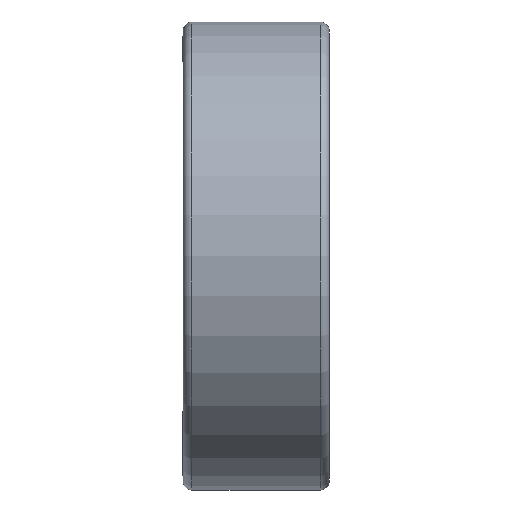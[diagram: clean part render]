
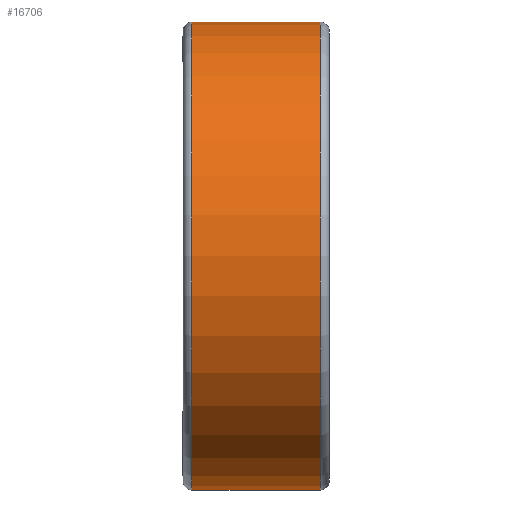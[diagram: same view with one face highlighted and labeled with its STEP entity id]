
A CAD part, top view. The second image highlights one B-rep face of the part: STEP entity #16706.
In plain terms, the highlighted cylindrical face has radius 8 mm (diameter 16 mm), a partial arc.
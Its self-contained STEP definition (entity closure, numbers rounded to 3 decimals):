
#7501=DIRECTION('',(-1.,0.,0.));
#7502=VECTOR('',#7501,4.4);
#7503=CARTESIAN_POINT('',(2.2,8.,0.));
#7504=LINE('',#7503,#7502);
#7508=DIRECTION('',(-1.,0.,0.));
#7509=VECTOR('',#7508,4.4);
#7510=CARTESIAN_POINT('',(2.2,-8.,0.));
#7511=LINE('',#7510,#7509);
#7523=CARTESIAN_POINT('',(2.2,0.,0.));
#7524=DIRECTION('',(1.,0.,0.));
#7525=DIRECTION('',(0.,1.,0.));
#7526=AXIS2_PLACEMENT_3D('',#7523,#7524,#7525);
#7531=CARTESIAN_POINT('',(-2.2,0.,0.));
#7532=DIRECTION('',(1.,0.,0.));
#7533=DIRECTION('',(0.,1.,0.));
#7534=AXIS2_PLACEMENT_3D('',#7531,#7532,#7533);
#13936=CARTESIAN_POINT('',(2.2,8.,0.));
#13937=CARTESIAN_POINT('',(-2.2,8.,0.));
#13938=VERTEX_POINT('',#13936);
#13939=VERTEX_POINT('',#13937);
#13948=CARTESIAN_POINT('',(2.2,-8.,0.));
#13949=CARTESIAN_POINT('',(-2.2,-8.,0.));
#13950=VERTEX_POINT('',#13948);
#13951=VERTEX_POINT('',#13949);
#16694=CARTESIAN_POINT('',(-2.75,0.,0.));
#16695=DIRECTION('',(1.,0.,0.));
#16696=DIRECTION('',(0.,-1.,0.));
#16697=AXIS2_PLACEMENT_3D('',#16694,#16695,#16696);
#16698=CYLINDRICAL_SURFACE('',#16697,8.);
#16699=ORIENTED_EDGE('',*,*,#16684,.F.);
#16700=ORIENTED_EDGE('',*,*,#16661,.T.);
#16701=ORIENTED_EDGE('',*,*,#16688,.T.);
#16703=ORIENTED_EDGE('',*,*,#16702,.F.);
#16704=EDGE_LOOP('',(#16699,#16700,#16701,#16703));
#16705=FACE_OUTER_BOUND('',#16704,.F.);
#7527=CIRCLE('',#7526,8.);
#7535=CIRCLE('',#7534,8.);
#16661=EDGE_CURVE('',#13938,#13950,#7527,.T.);
#16684=EDGE_CURVE('',#13938,#13939,#7504,.T.);
#16688=EDGE_CURVE('',#13950,#13951,#7511,.T.);
#16702=EDGE_CURVE('',#13939,#13951,#7535,.T.);
#16706=ADVANCED_FACE('',(#16705),#16698,.T.);
